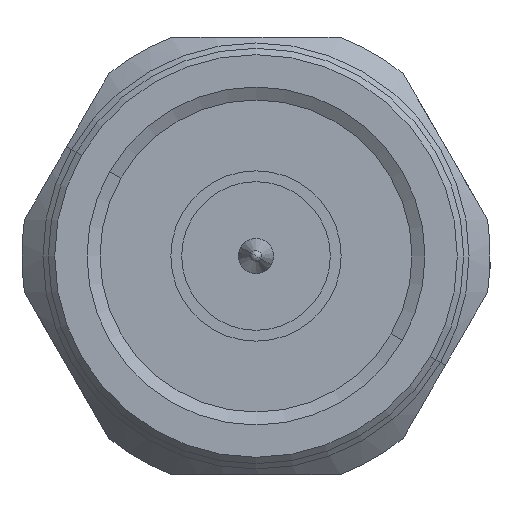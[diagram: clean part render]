
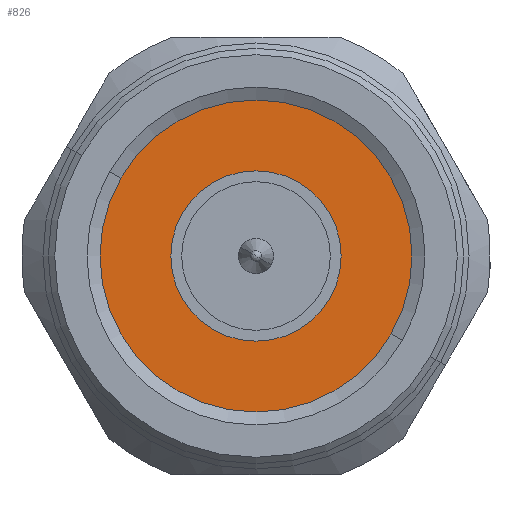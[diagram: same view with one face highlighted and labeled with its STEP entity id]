
A CAD part, left-side view. The second image highlights one B-rep face of the part: STEP entity #826.
In plain terms, the highlighted planar face has unit normal (-1, 0, 0).
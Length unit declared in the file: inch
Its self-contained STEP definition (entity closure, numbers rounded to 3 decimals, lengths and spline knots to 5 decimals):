
#22 = CIRCLE ( 'NONE', #511, 0.15748 ) ;
#98 = CARTESIAN_POINT ( 'NONE',  ( 0.41653, 0., -0.34395 ) ) ;
#145 = VERTEX_POINT ( 'NONE', #3937 ) ;
#175 = EDGE_LOOP ( 'NONE', ( #1440, #4859 ) ) ;
#225 = DIRECTION ( 'NONE',  ( 1., 0., 0. ) ) ;
#300 = VERTEX_POINT ( 'NONE', #815 ) ;
#511 = AXIS2_PLACEMENT_3D ( 'NONE', #993, #4207, #2490 ) ;
#548 = PLANE ( 'NONE',  #1261 ) ;
#790 = DIRECTION ( 'NONE',  ( 0., 0., -1. ) ) ;
#815 = CARTESIAN_POINT ( 'NONE',  ( 0.41653, 0., 0.34395 ) ) ;
#826 = ADVANCED_FACE ( 'NONE', ( #2912, #949 ), #548, .T. ) ;
#903 = EDGE_CURVE ( 'NONE', #145, #3830, #3060, .T. ) ;
#920 = DIRECTION ( 'NONE',  ( 0., 0., 1. ) ) ;
#949 = FACE_OUTER_BOUND ( 'NONE', #175, .T. ) ;
#993 = CARTESIAN_POINT ( 'NONE',  ( 0.41653, 0., 0. ) ) ;
#1070 = CIRCLE ( 'NONE', #3853, 0.34395 ) ;
#1261 = AXIS2_PLACEMENT_3D ( 'NONE', #4528, #1367, #920 ) ;
#1356 = AXIS2_PLACEMENT_3D ( 'NONE', #5195, #2834, #790 ) ;
#1367 = DIRECTION ( 'NONE',  ( -1., 0., 0. ) ) ;
#1440 = ORIENTED_EDGE ( 'NONE', *, *, #3588, .F. ) ;
#1530 = CIRCLE ( 'NONE', #1356, 0.34395 ) ;
#2490 = DIRECTION ( 'NONE',  ( 0., 0., -1. ) ) ;
#2585 = EDGE_LOOP ( 'NONE', ( #4169, #4457 ) ) ;
#2682 = DIRECTION ( 'NONE',  ( 0., 0., -1. ) ) ;
#2834 = DIRECTION ( 'NONE',  ( 1., 0., 0. ) ) ;
#2912 = FACE_BOUND ( 'NONE', #2585, .T. ) ;
#3060 = CIRCLE ( 'NONE', #4565, 0.15748 ) ;
#3384 = DIRECTION ( 'NONE',  ( 0., 0., -1. ) ) ;
#3588 = EDGE_CURVE ( 'NONE', #3777, #300, #1530, .T. ) ;
#3723 = EDGE_CURVE ( 'NONE', #3830, #145, #22, .T. ) ;
#3777 = VERTEX_POINT ( 'NONE', #98 ) ;
#3800 = DIRECTION ( 'NONE',  ( 1., 0., 0. ) ) ;
#3830 = VERTEX_POINT ( 'NONE', #4310 ) ;
#3849 = CARTESIAN_POINT ( 'NONE',  ( 0.41653, 0., 0. ) ) ;
#3853 = AXIS2_PLACEMENT_3D ( 'NONE', #4216, #3800, #3384 ) ;
#3937 = CARTESIAN_POINT ( 'NONE',  ( 0.41653, 0., 0.15748 ) ) ;
#4169 = ORIENTED_EDGE ( 'NONE', *, *, #3723, .T. ) ;
#4207 = DIRECTION ( 'NONE',  ( 1., 0., 0. ) ) ;
#4216 = CARTESIAN_POINT ( 'NONE',  ( 0.41653, 0., 0. ) ) ;
#4310 = CARTESIAN_POINT ( 'NONE',  ( 0.41653, 0., -0.15748 ) ) ;
#4457 = ORIENTED_EDGE ( 'NONE', *, *, #903, .T. ) ;
#4528 = CARTESIAN_POINT ( 'NONE',  ( 0.41653, 0.34395, 0. ) ) ;
#4565 = AXIS2_PLACEMENT_3D ( 'NONE', #3849, #225, #2682 ) ;
#4859 = ORIENTED_EDGE ( 'NONE', *, *, #5078, .F. ) ;
#5078 = EDGE_CURVE ( 'NONE', #300, #3777, #1070, .T. ) ;
#5195 = CARTESIAN_POINT ( 'NONE',  ( 0.41653, 0., 0. ) ) ;
